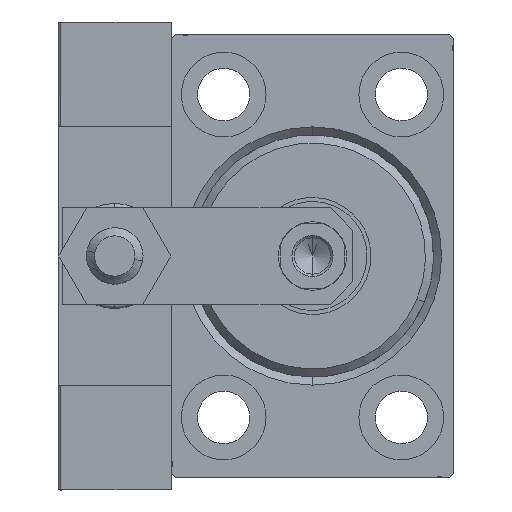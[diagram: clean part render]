
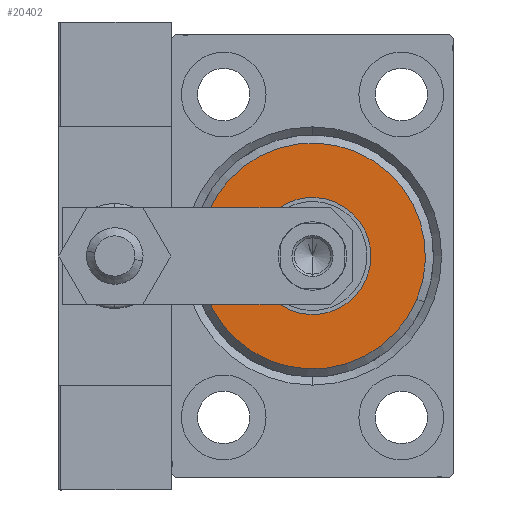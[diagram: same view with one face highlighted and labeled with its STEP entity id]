
A CAD part, left-side view. The second image highlights one B-rep face of the part: STEP entity #20402.
In plain terms, the highlighted face is planar.
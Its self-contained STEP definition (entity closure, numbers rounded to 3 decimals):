
#779 = FACE_OUTER_BOUND ( 'NONE', #4695, .T. ) ;
#2430 = VERTEX_POINT ( 'NONE', #20102 ) ;
#3932 = CARTESIAN_POINT ( 'NONE',  ( 3., 0., 0. ) ) ;
#4695 = EDGE_LOOP ( 'NONE', ( #17377, #6460 ) ) ;
#5923 = CIRCLE ( 'NONE', #16418, 14. ) ;
#6460 = ORIENTED_EDGE ( 'NONE', *, *, #19318, .T. ) ;
#6679 = DIRECTION ( 'NONE',  ( 0., 0., -1. ) ) ;
#7281 = VERTEX_POINT ( 'NONE', #8622 ) ;
#8622 = CARTESIAN_POINT ( 'NONE',  ( 3., 0., 14. ) ) ;
#9689 = EDGE_CURVE ( 'NONE', #25526, #2430, #45905, .T. ) ;
#11973 = ORIENTED_EDGE ( 'NONE', *, *, #9689, .F. ) ;
#12557 = CARTESIAN_POINT ( 'NONE',  ( 3., 0., 7.25 ) ) ;
#12811 = DIRECTION ( 'NONE',  ( 1., 0., 0. ) ) ;
#15201 = CIRCLE ( 'NONE', #26570, 7.25 ) ;
#15348 = DIRECTION ( 'NONE',  ( 0., 0., -1. ) ) ;
#16012 = PLANE ( 'NONE',  #33527 ) ;
#16418 = AXIS2_PLACEMENT_3D ( 'NONE', #3932, #47081, #27040 ) ;
#17377 = ORIENTED_EDGE ( 'NONE', *, *, #47296, .T. ) ;
#19318 = EDGE_CURVE ( 'NONE', #23162, #7281, #5923, .T. ) ;
#19402 = CARTESIAN_POINT ( 'NONE',  ( 3., 0., 0. ) ) ;
#20102 = CARTESIAN_POINT ( 'NONE',  ( 3., 0., -7.25 ) ) ;
#20402 = ADVANCED_FACE ( 'NONE', ( #779, #35322 ), #16012, .T. ) ;
#23162 = VERTEX_POINT ( 'NONE', #29426 ) ;
#24836 = ORIENTED_EDGE ( 'NONE', *, *, #33503, .F. ) ;
#25012 = DIRECTION ( 'NONE',  ( 0., 0., -1. ) ) ;
#25526 = VERTEX_POINT ( 'NONE', #12557 ) ;
#26570 = AXIS2_PLACEMENT_3D ( 'NONE', #36444, #12811, #25012 ) ;
#27040 = DIRECTION ( 'NONE',  ( 0., 0., -1. ) ) ;
#27457 = CARTESIAN_POINT ( 'NONE',  ( 3., 0., 0. ) ) ;
#29426 = CARTESIAN_POINT ( 'NONE',  ( 3., 0., -14. ) ) ;
#30857 = DIRECTION ( 'NONE',  ( 1., 0., 0. ) ) ;
#33503 = EDGE_CURVE ( 'NONE', #2430, #25526, #15201, .T. ) ;
#33527 = AXIS2_PLACEMENT_3D ( 'NONE', #27457, #47249, #42954 ) ;
#34614 = CARTESIAN_POINT ( 'NONE',  ( 3., 0., 0. ) ) ;
#35322 = FACE_BOUND ( 'NONE', #46395, .T. ) ;
#35901 = CIRCLE ( 'NONE', #49696, 14. ) ;
#36444 = CARTESIAN_POINT ( 'NONE',  ( 3., 0., 0. ) ) ;
#41488 = DIRECTION ( 'NONE',  ( 1., 0., 0. ) ) ;
#42954 = DIRECTION ( 'NONE',  ( 0., 0., -1. ) ) ;
#45905 = CIRCLE ( 'NONE', #45943, 7.25 ) ;
#45943 = AXIS2_PLACEMENT_3D ( 'NONE', #34614, #41488, #6679 ) ;
#46395 = EDGE_LOOP ( 'NONE', ( #24836, #11973 ) ) ;
#47081 = DIRECTION ( 'NONE',  ( 1., 0., 0. ) ) ;
#47249 = DIRECTION ( 'NONE',  ( 1., 0., 0. ) ) ;
#47296 = EDGE_CURVE ( 'NONE', #7281, #23162, #35901, .T. ) ;
#49696 = AXIS2_PLACEMENT_3D ( 'NONE', #19402, #30857, #15348 ) ;
